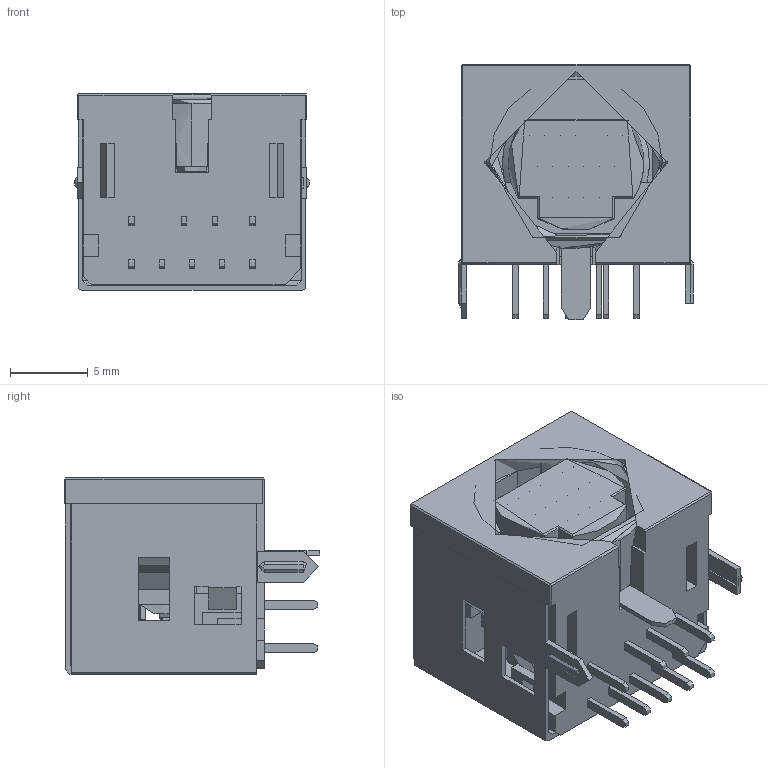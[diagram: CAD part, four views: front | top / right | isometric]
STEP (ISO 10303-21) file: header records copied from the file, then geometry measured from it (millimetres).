
FILE_DESCRIPTION (( 'STEP AP214' ), '1' );
FILE_NAME ('CUI_DEVICES_MD-90SM.step', '2020-11-06T15:28:33', ( '' ), ( '' ), 'SwSTEP 2.0', 'SolidWorks 2020', '' );
FILE_SCHEMA (( 'AUTOMOTIVE_DESIGN' ));
Length unit declared in the file: inch
Products named in the file (1): CUI_DEVICES_MD-90SM
Bounding box: 15.1 x 16.47 x 12.7 mm (x, y, z)
Topology: 0 solids, 5 shells, 812 faces, 2421 edges, 1574 vertices
Faces by surface type: plane 580, cylinder 178, bspline 34, cone 20
Entity records: 33289 total; most frequent: CARTESIAN_POINT 8285, ORIENTED_EDGE 4830, DIRECTION 3550, EDGE_CURVE 2415, VECTOR 1850, LINE 1850, VERTEX_POINT 1568, EDGE_LOOP 861
